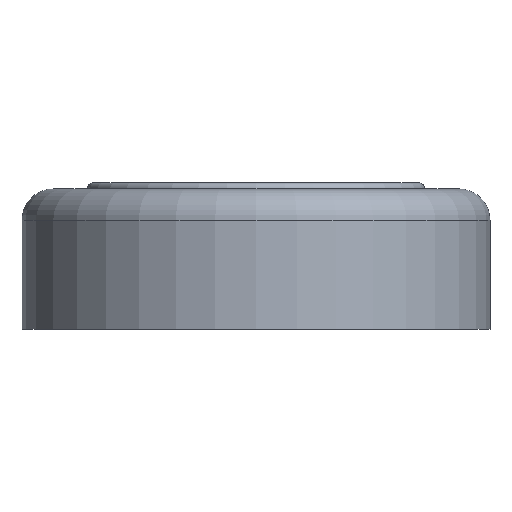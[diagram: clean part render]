
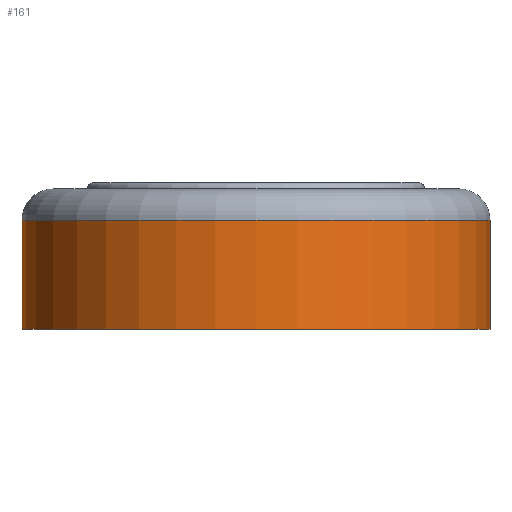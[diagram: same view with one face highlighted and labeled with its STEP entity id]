
A CAD part, front view. The second image highlights one B-rep face of the part: STEP entity #161.
In plain terms, the highlighted cylindrical face has radius 15 mm (diameter 30 mm), a full revolution.
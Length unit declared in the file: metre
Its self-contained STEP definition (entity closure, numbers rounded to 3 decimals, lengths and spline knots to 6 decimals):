
#13=CYLINDRICAL_SURFACE('',#200,0.015);
#34=ORIENTED_EDGE('',*,*,#59,.T.);
#35=ORIENTED_EDGE('',*,*,#58,.T.);
#58=EDGE_CURVE('',#72,#72,#86,.T.);
#59=EDGE_CURVE('',#73,#73,#87,.F.);
#72=VERTEX_POINT('',#300);
#73=VERTEX_POINT('',#303);
#86=CIRCLE('',#199,0.015);
#87=CIRCLE('',#201,0.015);
#104=EDGE_LOOP('',(#34));
#105=EDGE_LOOP('',(#35));
#132=FACE_BOUND('',#104,.T.);
#133=FACE_BOUND('',#105,.T.);
#161=ADVANCED_FACE('',(#132,#133),#13,.T.);
#199=AXIS2_PLACEMENT_3D('',#299,#248,#249);
#200=AXIS2_PLACEMENT_3D('',#301,#250,#251);
#201=AXIS2_PLACEMENT_3D('',#302,#252,#253);
#248=DIRECTION('',(0.,0.,1.));
#249=DIRECTION('',(1.,0.,0.));
#250=DIRECTION('',(0.,0.,-1.));
#251=DIRECTION('',(-1.,0.,0.));
#252=DIRECTION('',(0.,0.,1.));
#253=DIRECTION('',(1.,0.,0.));
#299=CARTESIAN_POINT('',(0.,0.,0.));
#300=CARTESIAN_POINT('',(0.015,0.,0.));
#301=CARTESIAN_POINT('',(0.,0.,0.009));
#302=CARTESIAN_POINT('',(0.,0.,0.007));
#303=CARTESIAN_POINT('',(0.015,0.,0.007));
